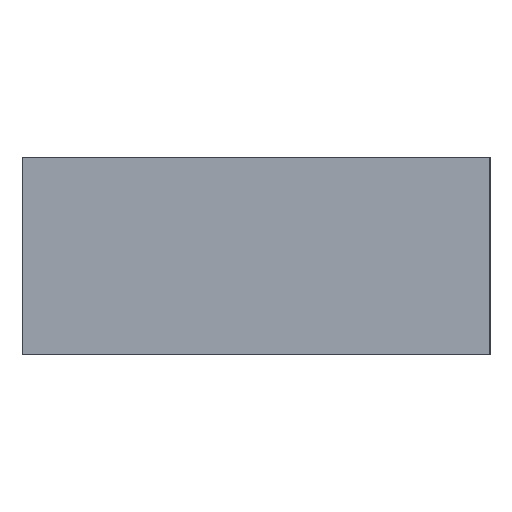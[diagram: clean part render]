
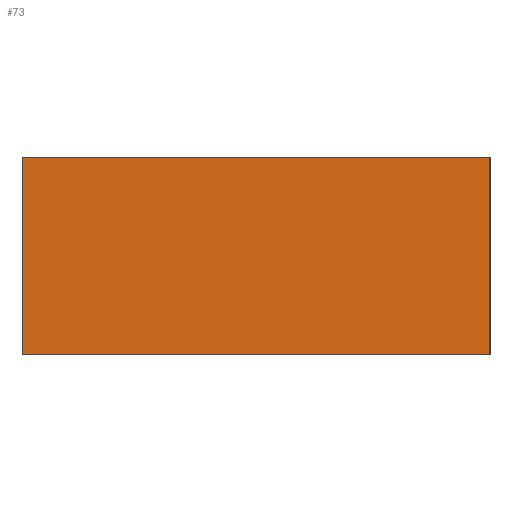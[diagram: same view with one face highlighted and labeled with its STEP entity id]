
A CAD part, left-side view. The second image highlights one B-rep face of the part: STEP entity #73.
In plain terms, the highlighted planar face has unit normal (-1, 0, 0).
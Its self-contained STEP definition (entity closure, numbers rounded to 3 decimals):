
#21 = EDGE_CURVE('',#22,#24,#26,.T.);
#22 = VERTEX_POINT('',#23);
#23 = CARTESIAN_POINT('',(-11.398,131.642,8.));
#24 = VERTEX_POINT('',#25);
#25 = CARTESIAN_POINT('',(-11.398,122.146,8.));
#26 = LINE('',#27,#28);
#27 = CARTESIAN_POINT('',(-11.398,131.642,8.));
#28 = VECTOR('',#29,1.);
#29 = DIRECTION('',(0.,-1.,0.));
#73 = ADVANCED_FACE('',(#74),#99,.F.);
#74 = FACE_BOUND('',#75,.F.);
#75 = EDGE_LOOP('',(#76,#77,#85,#93));
#76 = ORIENTED_EDGE('',*,*,#21,.F.);
#77 = ORIENTED_EDGE('',*,*,#78,.T.);
#78 = EDGE_CURVE('',#22,#79,#81,.T.);
#79 = VERTEX_POINT('',#80);
#80 = CARTESIAN_POINT('',(-11.398,131.642,12.));
#81 = LINE('',#82,#83);
#82 = CARTESIAN_POINT('',(-11.398,131.642,8.));
#83 = VECTOR('',#84,1.);
#84 = DIRECTION('',(0.,0.,1.));
#85 = ORIENTED_EDGE('',*,*,#86,.F.);
#86 = EDGE_CURVE('',#87,#79,#89,.T.);
#87 = VERTEX_POINT('',#88);
#88 = CARTESIAN_POINT('',(-11.398,122.146,12.));
#89 = LINE('',#90,#91);
#90 = CARTESIAN_POINT('',(-11.398,129.268,12.));
#91 = VECTOR('',#92,1.);
#92 = DIRECTION('',(0.,1.,0.));
#93 = ORIENTED_EDGE('',*,*,#94,.F.);
#94 = EDGE_CURVE('',#24,#87,#95,.T.);
#95 = LINE('',#96,#97);
#96 = CARTESIAN_POINT('',(-11.398,122.146,8.));
#97 = VECTOR('',#98,1.);
#98 = DIRECTION('',(0.,0.,1.));
#99 = PLANE('',#100);
#100 = AXIS2_PLACEMENT_3D('',#101,#102,#103);
#101 = CARTESIAN_POINT('',(-11.398,131.642,8.));
#102 = DIRECTION('',(1.,0.,0.));
#103 = DIRECTION('',(0.,-1.,0.));
